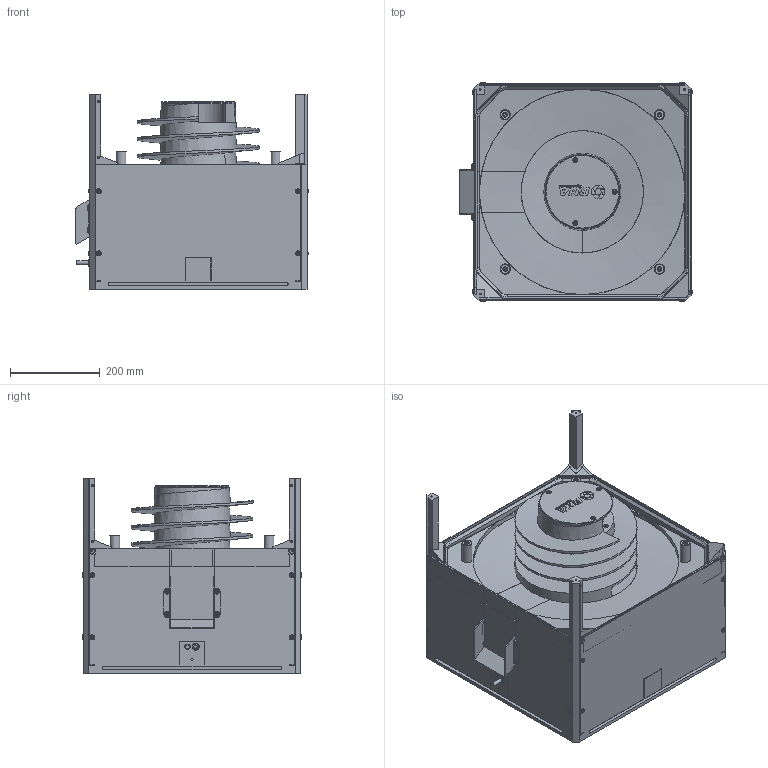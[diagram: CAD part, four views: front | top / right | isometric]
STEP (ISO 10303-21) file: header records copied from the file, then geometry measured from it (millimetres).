
FILE_DESCRIPTION(/* description */ (''),/* implementation_level */ '2;1');
FILE_NAME(/* name */ 'ROTU_M_LL_Dummy.stp',/* time_stamp */ '2021-09-29T15:10:32+02:00',/* author */ ('User'),/* organization */ (''),/* preprocessor_version */ 'ST-DEVELOPER v18.1',/* originating_system */ 'Autodesk Inventor 2021',/* authorisation */ '');
FILE_SCHEMA (('CONFIG_CONTROL_DESIGN'));
Length unit declared in the file: inch
Products named in the file (1): ROTU_M_LL_Dummy
Bounding box: 517.75 x 489.5 x 433.5 mm (x, y, z)
Volume: 61036494.2 mm3; surface area: 1827071 mm2
Topology: 1 solids, 110 shells, 2709 faces, 7221 edges, 4750 vertices
Faces by surface type: plane 1488, cylinder 717, cone 244, bspline 190, torus 40, sphere 30
Full cylindrical faces by diameter (mm): 2 x2, 3.229 x20, 4.134 x28, 4.917 x11, 5 x32, 6 x7, 6.4 x24, 6.647 x6, 6.917 x4, 8 x10, 8.5 x16, 9.43 x11, 9.9 x1, 10 x18, 10.376 x12, 10.5 x4, 11 x5, 11.2 x20, 12 x12, 13 x8, 15.9 x1, 16 x8, 18 x16, 20.752 x1, 22 x4, 22.8 x4, 60 x1, 120.6 x1, 121.6 x1, 164 x1
Entity records: 92299 total; most frequent: CARTESIAN_POINT 21560, ORIENTED_EDGE 14248, DIRECTION 14243, EDGE_CURVE 7124, AXIS2_PLACEMENT_3D 5210, VERTEX_POINT 4750, LINE 3823, VECTOR 3823
